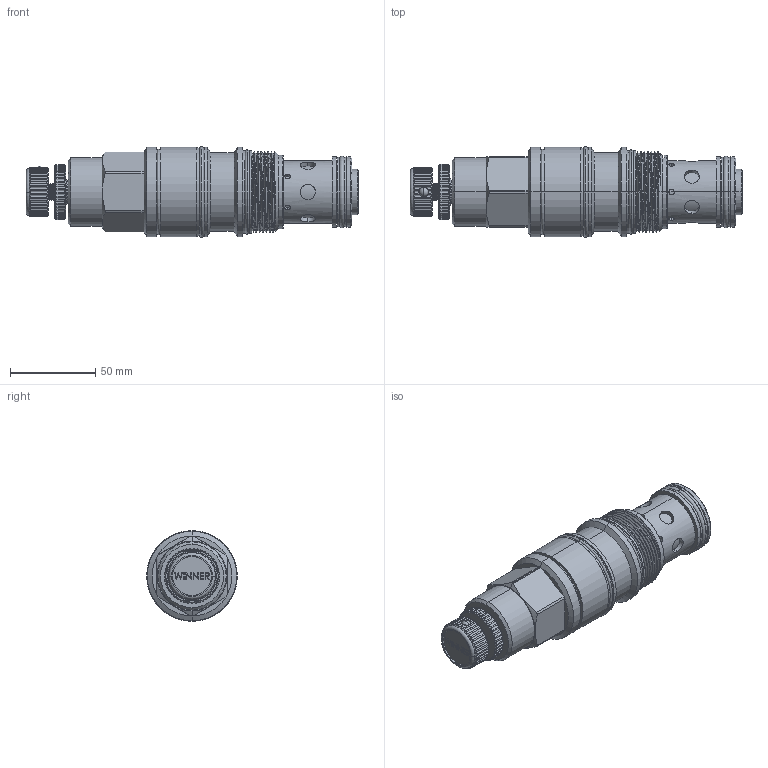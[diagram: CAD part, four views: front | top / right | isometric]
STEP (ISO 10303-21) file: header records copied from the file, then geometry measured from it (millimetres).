
FILE_DESCRIPTION (( 'STEP AP203' ), '1' );
FILE_NAME ('CA19A3A(3C)-K.STEP', '2021-06-21T01:07:07', ( '' ), ( '' ), 'SwSTEP 2.0', 'SolidWorks 2018', '' );
FILE_SCHEMA (( 'CONFIG_CONTROL_DESIGN' ));
Length unit declared in the file: millimetre
Products named in the file (1): CA19A3A(3C)-K
Bounding box: 194.32 x 53.11 x 53.11 mm (x, y, z)
Volume: 275002 mm3; surface area: 43819.4 mm2
Topology: 3 solids, 5 shells, 583 faces, 1515 edges, 984 vertices
Faces by surface type: cylinder 369, plane 127, cone 41, torus 28, bspline 14, sphere 4
Entity records: 28461 total; most frequent: CARTESIAN_POINT 14682, ORIENTED_EDGE 3030, DIRECTION 2650, EDGE_CURVE 1515, AXIS2_PLACEMENT_3D 1017, VERTEX_POINT 984, EDGE_LOOP 631, LINE 616
